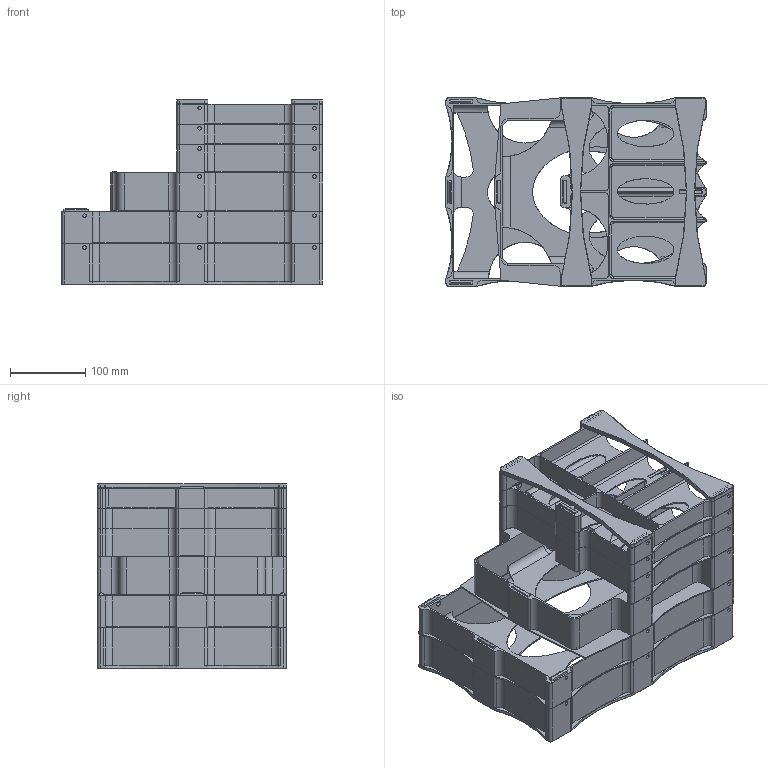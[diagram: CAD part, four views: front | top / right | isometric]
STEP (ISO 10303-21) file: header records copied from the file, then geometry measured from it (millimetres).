
FILE_DESCRIPTION(/* description */ ('Unknown'),/* implementation_level */ '2;1');
FILE_NAME(/* name */ 'Plano_Rack_Stacked',/* time_stamp */ '2022-01-30T20:15:54-05:00',/* author */ ('Unknown'),/* organization */ ('Unknown'),/* preprocessor_version */ 'ST-DEVELOPER v16.7',/* originating_system */ 'Solid Edge',/* authorisation */ 'Unknown');
FILE_SCHEMA (('AUTOMOTIVE_DESIGN {1 0 10303 214 3 1 1}'));
Length unit declared in the file: millimetre
Products named in the file (8): Printer Rack Stacked; One Slot -- Short; One Slot -- Narrow; Three Slot; Two Slot -- Tall; Top Brace ; Two Slot -- Short; One Slot -- Tall
Assembly tree (8 placements, depth 2):
  Printer Rack Stacked
    One Slot -- Short
    One Slot -- Narrow
    Three Slot
    Two Slot -- Tall
    Top Brace   x2
    Two Slot -- Short
    One Slot -- Tall
Bounding box: 345 x 250.25 x 245 mm (x, y, z)
Volume: 1377058.8 mm3; surface area: 915606 mm2
Topology: 8 solids, 8 shells, 1724 faces, 4190 edges, 2560 vertices
Faces by surface type: plane 1122, cylinder 365, cone 180, bspline 46, torus 11
Full cylindrical faces by diameter (mm): 3.4 x14, 4.7 x14, 6.997 x3, 7 x11
Entity records: 51631 total; most frequent: CARTESIAN_POINT 12852, ORIENTED_EDGE 7910, DIRECTION 7872, EDGE_CURVE 3955, LINE 2842, VECTOR 2842, AXIS2_PLACEMENT_3D 2515, VERTEX_POINT 2451
